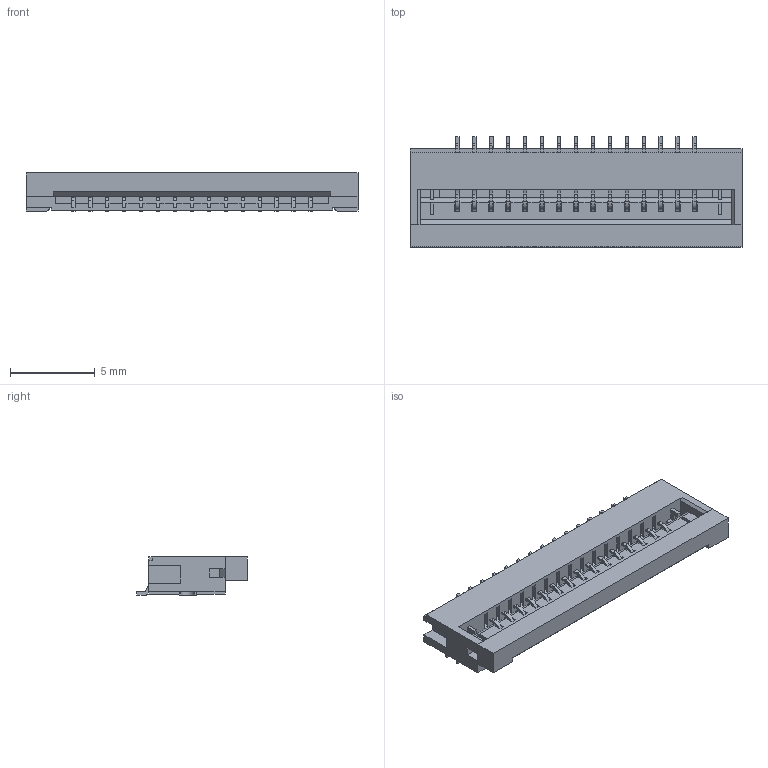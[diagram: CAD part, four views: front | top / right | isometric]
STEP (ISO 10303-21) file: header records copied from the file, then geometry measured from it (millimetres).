
FILE_DESCRIPTION( ( 'Unknown' ), '1' );
FILE_NAME( '686115148922.stp', 'Unknown', ( 'Quentin LAIDEBEUR' ), ( 'WE' ), 'PSStep 15.0.49', 'Sample-box', ' ' );
FILE_SCHEMA( ( 'AUTOMOTIVE_DESIGN { 1 0 10303 214 1 1 1 1 }' ) );
Length unit declared in the file: millimetre
Products named in the file (6): Assem1; 6861xx148922_Patte; 6861xx148922_Patte2; 6861xx148922_Pin; 686115148922; 686115148922_Actuator
Assembly tree (19 placements, depth 2):
  Assem1
    6861xx148922_Patte
    6861xx148922_Patte2
    6861xx148922_Pin  x15
    686115148922
    686115148922_Actuator
Bounding box: 19.6 x 6.5 x 2.25 mm (x, y, z)
Volume: 175.3 mm3; surface area: 857.7 mm2
Topology: 19 solids, 19 shells, 879 faces, 2677 edges, 1768 vertices
Faces by surface type: plane 661, cylinder 218
Entity records: 14995 total; most frequent: ORIENTED_EDGE 2246, CARTESIAN_POINT 2208, DIRECTION 1933, EDGE_CURVE 1123, LINE 1019, VECTOR 1019, VERTEX_POINT 732, AXIS2_PLACEMENT_3D 457
